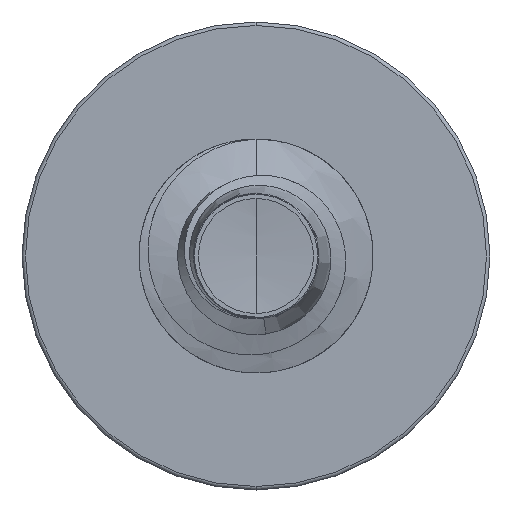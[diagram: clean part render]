
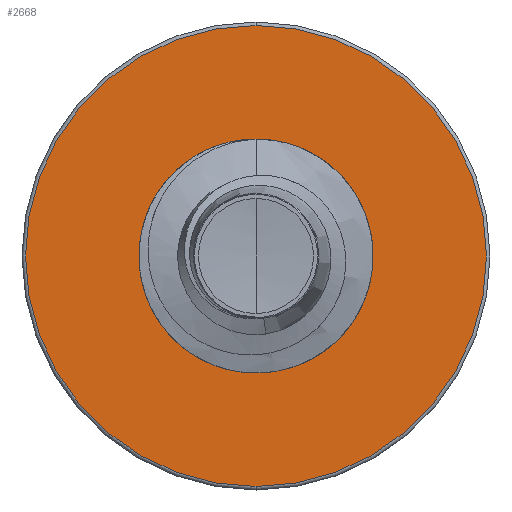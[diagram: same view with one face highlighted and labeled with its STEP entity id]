
A CAD part, front view. The second image highlights one B-rep face of the part: STEP entity #2668.
In plain terms, the highlighted planar face has unit normal (0, -1, 0).
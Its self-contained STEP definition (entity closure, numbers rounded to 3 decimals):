
#855 = FACE_BOUND ( 'NONE', #17178, .T. ) ;
#1310 = EDGE_CURVE ( 'NONE', #4281, #15531, #19388, .T. ) ;
#1631 = AXIS2_PLACEMENT_3D ( 'NONE', #3038, #3015, #3006 ) ;
#1933 = AXIS2_PLACEMENT_3D ( 'NONE', #12541, #12509, #12506 ) ;
#2210 = EDGE_LOOP ( 'NONE', ( #16804, #15466 ) ) ;
#2668 = ADVANCED_FACE ( 'NONE', ( #17865, #855 ), #12538, .F. ) ;
#3006 = DIRECTION ( 'NONE',  ( 0., 0., 1. ) ) ;
#3015 = DIRECTION ( 'NONE',  ( 0., 1., 0. ) ) ;
#3038 = CARTESIAN_POINT ( 'NONE',  ( 0., 20., 0. ) ) ;
#4281 = VERTEX_POINT ( 'NONE', #13793 ) ;
#4911 = EDGE_CURVE ( 'NONE', #15401, #12264, #5822, .T. ) ;
#5822 = CIRCLE ( 'NONE', #1933, 2.842 ) ;
#6062 = AXIS2_PLACEMENT_3D ( 'NONE', #15853, #13254, #13324 ) ;
#7529 = CARTESIAN_POINT ( 'NONE',  ( 0., 20., -2.842 ) ) ;
#7889 = ORIENTED_EDGE ( 'NONE', *, *, #17793, .T. ) ;
#8105 = EDGE_CURVE ( 'NONE', #15531, #4281, #15758, .T. ) ;
#8522 = DIRECTION ( 'NONE',  ( 0., 0., 1. ) ) ;
#8529 = DIRECTION ( 'NONE',  ( 0., 0., 1. ) ) ;
#8537 = DIRECTION ( 'NONE',  ( 0., 1., 0. ) ) ;
#8538 = DIRECTION ( 'NONE',  ( 0., 1., 0. ) ) ;
#8550 = CARTESIAN_POINT ( 'NONE',  ( 0., 20., 0. ) ) ;
#8561 = CARTESIAN_POINT ( 'NONE',  ( 0., 20., 0. ) ) ;
#10926 = AXIS2_PLACEMENT_3D ( 'NONE', #8550, #8537, #8529 ) ;
#12114 = ORIENTED_EDGE ( 'NONE', *, *, #4911, .T. ) ;
#12264 = VERTEX_POINT ( 'NONE', #7529 ) ;
#12506 = DIRECTION ( 'NONE',  ( 0., 0., 1. ) ) ;
#12509 = DIRECTION ( 'NONE',  ( 0., 1., 0. ) ) ;
#12538 = PLANE ( 'NONE',  #6062 ) ;
#12541 = CARTESIAN_POINT ( 'NONE',  ( 0., 20., 0. ) ) ;
#13254 = DIRECTION ( 'NONE',  ( 0., 1., 0. ) ) ;
#13324 = DIRECTION ( 'NONE',  ( 0., 0., 1. ) ) ;
#13793 = CARTESIAN_POINT ( 'NONE',  ( 0., 20., 5.91 ) ) ;
#13831 = AXIS2_PLACEMENT_3D ( 'NONE', #8561, #8538, #8522 ) ;
#15401 = VERTEX_POINT ( 'NONE', #16213 ) ;
#15466 = ORIENTED_EDGE ( 'NONE', *, *, #8105, .F. ) ;
#15531 = VERTEX_POINT ( 'NONE', #15724 ) ;
#15724 = CARTESIAN_POINT ( 'NONE',  ( 0., 20., -5.91 ) ) ;
#15758 = CIRCLE ( 'NONE', #13831, 5.91 ) ;
#15853 = CARTESIAN_POINT ( 'NONE',  ( 0., 20., -2.842 ) ) ;
#16213 = CARTESIAN_POINT ( 'NONE',  ( 0., 20., 2.842 ) ) ;
#16804 = ORIENTED_EDGE ( 'NONE', *, *, #1310, .F. ) ;
#17178 = EDGE_LOOP ( 'NONE', ( #12114, #7889 ) ) ;
#17282 = CIRCLE ( 'NONE', #1631, 2.842 ) ;
#17793 = EDGE_CURVE ( 'NONE', #12264, #15401, #17282, .T. ) ;
#17865 = FACE_OUTER_BOUND ( 'NONE', #2210, .T. ) ;
#19388 = CIRCLE ( 'NONE', #10926, 5.91 ) ;
